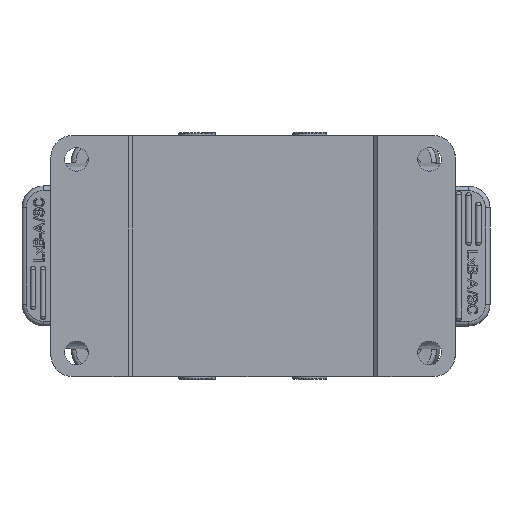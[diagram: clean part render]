
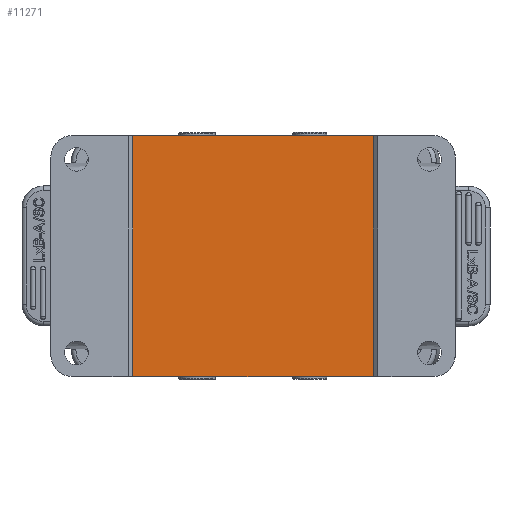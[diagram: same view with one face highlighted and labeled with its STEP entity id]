
A CAD part, front view. The second image highlights one B-rep face of the part: STEP entity #11271.
In plain terms, the highlighted planar face has unit normal (0, -1, 0).
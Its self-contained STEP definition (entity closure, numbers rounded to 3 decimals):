
#8907=PLANE('',#36369);
#11271=ADVANCED_FACE('',(#13113),#8907,.F.);
#13113=FACE_OUTER_BOUND('',#14675,.T.);
#14675=EDGE_LOOP('',(#24889,#24890,#24891,#24892));
#16564=LINE('',#55734,#18470);
#16565=LINE('',#55736,#18471);
#16566=LINE('',#55739,#18472);
#16567=LINE('',#55740,#18473);
#18470=VECTOR('',#42433,1.);
#18471=VECTOR('',#42436,1.);
#18472=VECTOR('',#42437,1.);
#18473=VECTOR('',#42438,1.);
#24889=ORIENTED_EDGE('',*,*,#32547,.F.);
#24890=ORIENTED_EDGE('',*,*,#32548,.F.);
#24891=ORIENTED_EDGE('',*,*,#32546,.T.);
#24892=ORIENTED_EDGE('',*,*,#32549,.F.);
#28877=VERTEX_POINT('',#55728);
#28880=VERTEX_POINT('',#55733);
#28881=VERTEX_POINT('',#55737);
#28882=VERTEX_POINT('',#55738);
#32546=EDGE_CURVE('',#28877,#28880,#16564,.T.);
#32547=EDGE_CURVE('',#28881,#28882,#16565,.T.);
#32548=EDGE_CURVE('',#28877,#28881,#16566,.T.);
#32549=EDGE_CURVE('',#28882,#28880,#16567,.T.);
#36369=AXIS2_PLACEMENT_3D('',#55741,#42439,#42440);
#42433=DIRECTION('',(0.,0.,-1.));
#42436=DIRECTION('',(0.,0.,-1.));
#42437=DIRECTION('',(1.,0.,0.));
#42438=DIRECTION('',(-1.,0.,0.));
#42439=DIRECTION('',(0.,1.,0.));
#42440=DIRECTION('',(0.,0.,1.));
#55728=CARTESIAN_POINT('',(18.986,-21.779,56.249));
#55733=CARTESIAN_POINT('',(18.986,-21.779,0.249));
#55734=CARTESIAN_POINT('',(18.986,-21.779,56.249));
#55736=CARTESIAN_POINT('',(74.986,-21.797,56.249));
#55737=CARTESIAN_POINT('',(74.986,-21.797,56.249));
#55738=CARTESIAN_POINT('',(74.986,-21.797,0.249));
#55739=CARTESIAN_POINT('',(18.986,-21.779,56.249));
#55740=CARTESIAN_POINT('',(74.986,-21.797,0.249));
#55741=CARTESIAN_POINT('',(46.986,-21.788,28.249));
